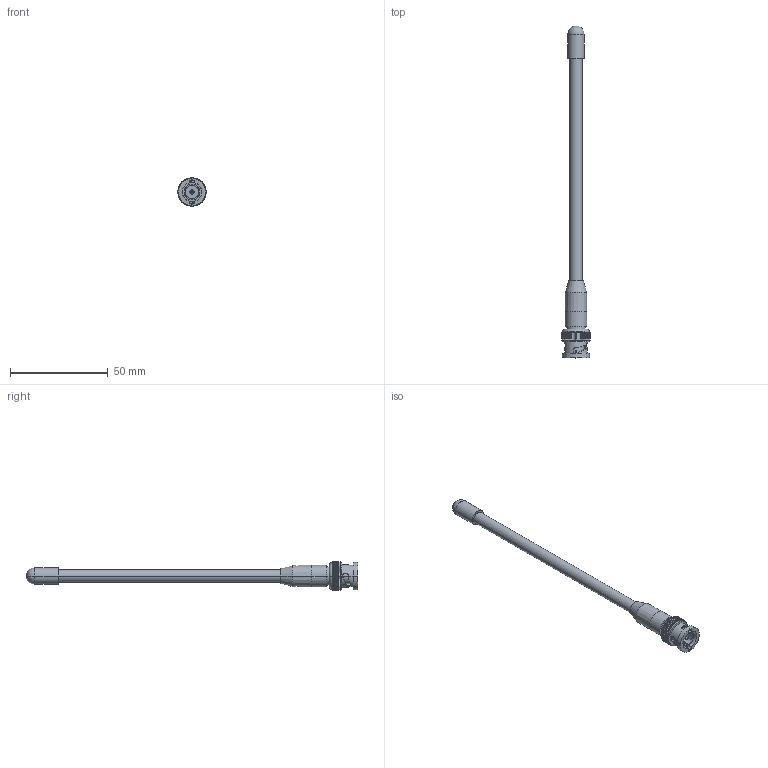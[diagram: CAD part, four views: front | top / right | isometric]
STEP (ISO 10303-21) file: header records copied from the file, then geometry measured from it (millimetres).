
FILE_DESCRIPTION (( 'STEP AP214' ), '1' );
FILE_NAME ('FMANRBD1006_3D.step', '2023-02-22T17:22:06', ( '' ), ( '' ), 'SwSTEP 2.0', 'SolidWorks 2022', '' );
FILE_SCHEMA (( 'AUTOMOTIVE_DESIGN' ));
Length unit declared in the file: inch
Products named in the file (6): LCANRBD1006; BAC028_with flange; FMANRBD1006_3D; BAC028; BAC028-MA1; BAC028-MA2
Assembly tree (5 placements, depth 3):
  FMANRBD1006_3D
    LCANRBD1006
    BAC028
      BAC028_with flange
      BAC028-MA2
      BAC028-MA1
Bounding box: 14.48 x 169.55 x 14.48 mm (x, y, z)
Volume: 7904 mm3; surface area: 6206.9 mm2
Topology: 4 solids, 4 shells, 366 faces, 1028 edges, 680 vertices
Faces by surface type: plane 193, cylinder 153, cone 8, bspline 8, sphere 2, torus 2
Entity records: 12473 total; most frequent: CARTESIAN_POINT 2603, ORIENTED_EDGE 2046, DIRECTION 2035, EDGE_CURVE 1023, AXIS2_PLACEMENT_3D 695, VERTEX_POINT 677, VECTOR 645, LINE 645
